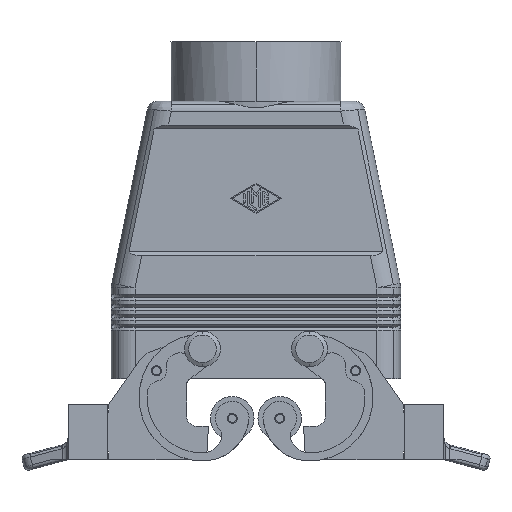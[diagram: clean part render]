
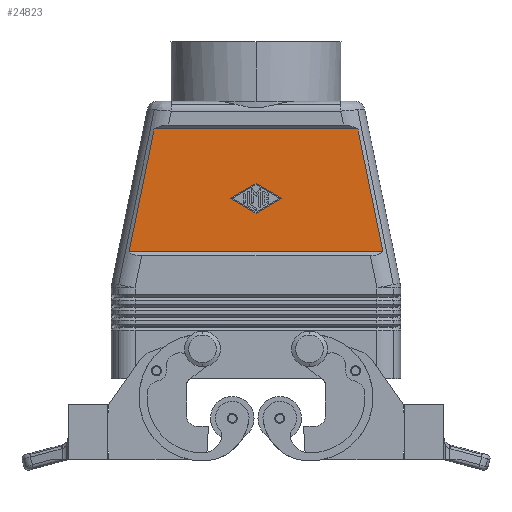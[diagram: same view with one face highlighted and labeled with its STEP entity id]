
A CAD part, front view. The second image highlights one B-rep face of the part: STEP entity #24823.
In plain terms, the highlighted planar face has unit normal (0, -1, 0).
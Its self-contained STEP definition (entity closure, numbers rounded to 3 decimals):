
#1709=CARTESIAN_POINT('',(25.691,-20.5,63.0));
#1710=VERTEX_POINT('',#1709);
#1718=CARTESIAN_POINT('',(32.025,-20.5,32.));
#1719=VERTEX_POINT('',#1718);
#1720=CARTESIAN_POINT('',(25.691,-20.5,63.0));
#1721=DIRECTION('',(0.2,0.0,-0.98));
#1722=VECTOR('',#1721,31.64);
#1723=LINE('',#1720,#1722);
#1724=EDGE_CURVE('',#1710,#1719,#1723,.T.);
#1945=CARTESIAN_POINT('',(-32.025,-20.5,32.));
#1946=VERTEX_POINT('',#1945);
#1954=CARTESIAN_POINT('',(-25.691,-20.5,63.0));
#1955=VERTEX_POINT('',#1954);
#1956=CARTESIAN_POINT('',(-32.025,-20.5,32.));
#1957=DIRECTION('',(0.2,0.0,0.98));
#1958=VECTOR('',#1957,31.64);
#1959=LINE('',#1956,#1958);
#1960=EDGE_CURVE('',#1946,#1955,#1959,.T.);
#23968=CARTESIAN_POINT('',(0.,-20.5,49.249));
#23969=VERTEX_POINT('',#23968);
#23970=CARTESIAN_POINT('',(6.5,-20.5,45.5));
#23971=VERTEX_POINT('',#23970);
#23972=CARTESIAN_POINT('',(0.,-20.5,49.249));
#23973=DIRECTION('',(0.866,0.0,-0.5));
#23974=VECTOR('',#23973,7.504);
#23975=LINE('',#23972,#23974);
#23976=EDGE_CURVE('',#23969,#23971,#23975,.T.);
#24008=CARTESIAN_POINT('',(0.,-20.5,41.751));
#24009=VERTEX_POINT('',#24008);
#24010=CARTESIAN_POINT('',(6.5,-20.5,45.5));
#24011=DIRECTION('',(-0.866,0.0,-0.5));
#24012=VECTOR('',#24011,7.504);
#24013=LINE('',#24010,#24012);
#24014=EDGE_CURVE('',#23971,#24009,#24013,.T.);
#24092=CARTESIAN_POINT('',(-6.5,-20.5,45.5));
#24093=VERTEX_POINT('',#24092);
#24094=CARTESIAN_POINT('',(0.,-20.5,41.751));
#24095=DIRECTION('',(-0.866,0.0,0.5));
#24096=VECTOR('',#24095,7.504);
#24097=LINE('',#24094,#24096);
#24098=EDGE_CURVE('',#24009,#24093,#24097,.T.);
#24123=CARTESIAN_POINT('',(-6.5,-20.5,45.5));
#24124=DIRECTION('',(0.866,0.0,0.5));
#24125=VECTOR('',#24124,7.504);
#24126=LINE('',#24123,#24125);
#24127=EDGE_CURVE('',#24093,#23969,#24126,.T.);
#24796=CARTESIAN_POINT('',(0.0,-20.5,63.0));
#24797=DIRECTION('',(0.0,1.0,0.0));
#24798=DIRECTION('',(0.0,0.0,1.0));
#24799=AXIS2_PLACEMENT_3D('',#24796,#24797,#24798);
#24800=PLANE('',#24799);
#24801=ORIENTED_EDGE('',*,*,#1724,.F.);
#24802=CARTESIAN_POINT('',(-25.691,-20.5,63.0));
#24803=DIRECTION('',(1.0,0.0,0.0));
#24804=VECTOR('',#24803,51.383);
#24805=LINE('',#24802,#24804);
#24806=EDGE_CURVE('',#1955,#1710,#24805,.T.);
#24807=ORIENTED_EDGE('',*,*,#24806,.F.);
#24808=ORIENTED_EDGE('',*,*,#1960,.F.);
#24809=CARTESIAN_POINT('',(-32.025,-20.5,32.));
#24810=DIRECTION('',(1.0,0.0,0.0));
#24811=VECTOR('',#24810,64.049);
#24812=LINE('',#24809,#24811);
#24813=EDGE_CURVE('',#1946,#1719,#24812,.T.);
#24814=ORIENTED_EDGE('',*,*,#24813,.T.);
#24815=EDGE_LOOP('',(#24801,#24807,#24808,#24814));
#24816=FACE_OUTER_BOUND('',#24815,.T.);
#24817=ORIENTED_EDGE('',*,*,#24098,.T.);
#24818=ORIENTED_EDGE('',*,*,#24127,.T.);
#24819=ORIENTED_EDGE('',*,*,#23976,.T.);
#24820=ORIENTED_EDGE('',*,*,#24014,.T.);
#24821=EDGE_LOOP('',(#24817,#24818,#24819,#24820));
#24822=FACE_BOUND('',#24821,.T.);
#24823=ADVANCED_FACE('',(#24816,#24822),#24800,.F.);
